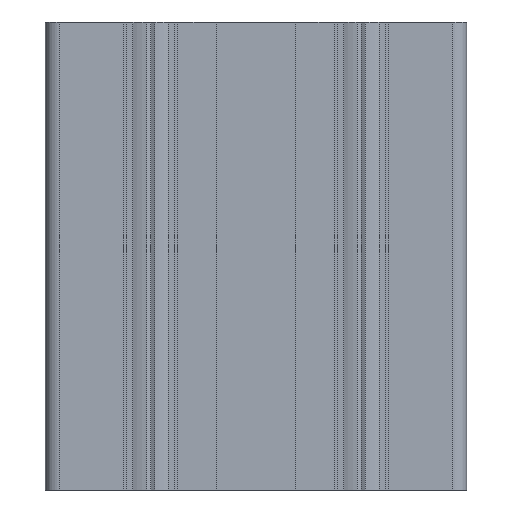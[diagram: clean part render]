
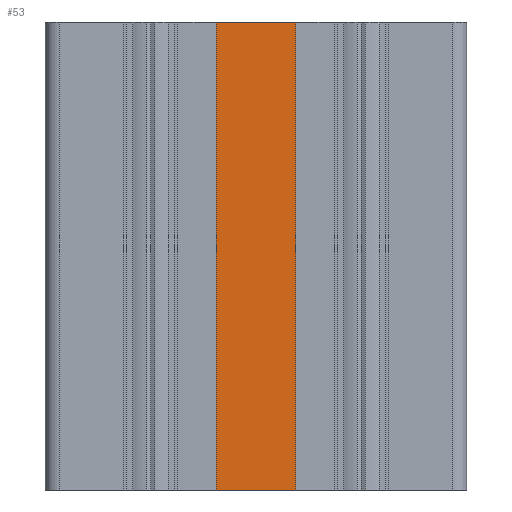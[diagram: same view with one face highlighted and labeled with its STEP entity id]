
A CAD part, left-side view. The second image highlights one B-rep face of the part: STEP entity #53.
In plain terms, the highlighted planar face has unit normal (-1, 0, 0).
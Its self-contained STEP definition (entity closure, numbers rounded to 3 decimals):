
#34 = EDGE_LOOP ( 'NONE', ( #47, #54, #40, #73 ) ) ;
#40 = ORIENTED_EDGE ( 'NONE', *, *, #1453, .F. ) ;
#47 = ORIENTED_EDGE ( 'NONE', *, *, #4354, .T. ) ;
#50 = EDGE_CURVE ( 'NONE', #1450, #4295, #2164, .T. ) ;
#53 = ADVANCED_FACE ( 'NONE', ( #2166 ), #2171, .F. ) ;
#54 = ORIENTED_EDGE ( 'NONE', *, *, #50, .F. ) ;
#62 = EDGE_CURVE ( 'NONE', #1399, #4294, #2150, .T. ) ;
#73 = ORIENTED_EDGE ( 'NONE', *, *, #62, .T. ) ;
#1399 = VERTEX_POINT ( 'NONE', #6483 ) ;
#1450 = VERTEX_POINT ( 'NONE', #6570 ) ;
#1453 = EDGE_CURVE ( 'NONE', #1399, #1450, #6571, .T. ) ;
#2150 = LINE ( 'NONE', #2203, #2202 ) ;
#2156 = DIRECTION ( 'NONE',  ( 0., 0., -1. ) ) ;
#2157 = DIRECTION ( 'NONE',  ( 1., 0., 0. ) ) ;
#2161 = DIRECTION ( 'NONE',  ( 0., 0., -1. ) ) ;
#2162 = VECTOR ( 'NONE', #2161, 1000. ) ;
#2163 = CARTESIAN_POINT ( 'NONE',  ( -21.5, -8.5, 100. ) ) ;
#2164 = LINE ( 'NONE', #2163, #2162 ) ;
#2166 = FACE_OUTER_BOUND ( 'NONE', #34, .T. ) ;
#2167 = CARTESIAN_POINT ( 'NONE',  ( -21.5, 8.5, 100. ) ) ;
#2171 = PLANE ( 'NONE',  #2172 ) ;
#2172 = AXIS2_PLACEMENT_3D ( 'NONE', #2167, #2157, #2156 ) ;
#2201 = DIRECTION ( 'NONE',  ( 0., 0., -1. ) ) ;
#2202 = VECTOR ( 'NONE', #2201, 1000. ) ;
#2203 = CARTESIAN_POINT ( 'NONE',  ( -21.5, 8.5, 100. ) ) ;
#4294 = VERTEX_POINT ( 'NONE', #10553 ) ;
#4295 = VERTEX_POINT ( 'NONE', #10557 ) ;
#4354 = EDGE_CURVE ( 'NONE', #4294, #4295, #10670, .T. ) ;
#6483 = CARTESIAN_POINT ( 'NONE',  ( -21.5, 8.5, 100. ) ) ;
#6560 = DIRECTION ( 'NONE',  ( 0., -1., 0. ) ) ;
#6561 = VECTOR ( 'NONE', #6560, 1000. ) ;
#6562 = CARTESIAN_POINT ( 'NONE',  ( -21.5, 8.5, 100. ) ) ;
#6570 = CARTESIAN_POINT ( 'NONE',  ( -21.5, -8.5, 100. ) ) ;
#6571 = LINE ( 'NONE', #6562, #6561 ) ;
#10553 = CARTESIAN_POINT ( 'NONE',  ( -21.5, 8.5, 0. ) ) ;
#10557 = CARTESIAN_POINT ( 'NONE',  ( -21.5, -8.5, 0. ) ) ;
#10667 = DIRECTION ( 'NONE',  ( 0., -1., 0. ) ) ;
#10668 = VECTOR ( 'NONE', #10667, 1000. ) ;
#10669 = CARTESIAN_POINT ( 'NONE',  ( -21.5, 8.5, 0. ) ) ;
#10670 = LINE ( 'NONE', #10669, #10668 ) ;
